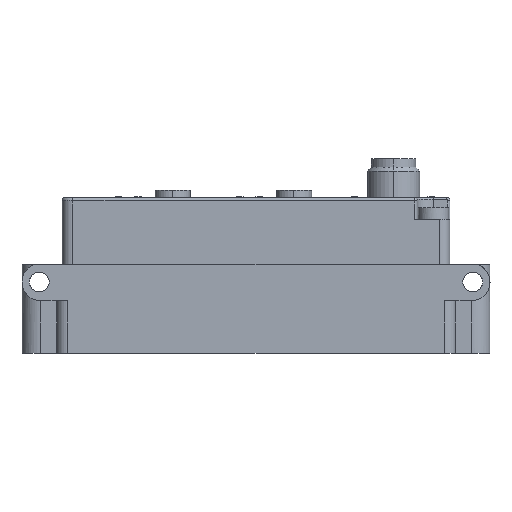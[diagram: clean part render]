
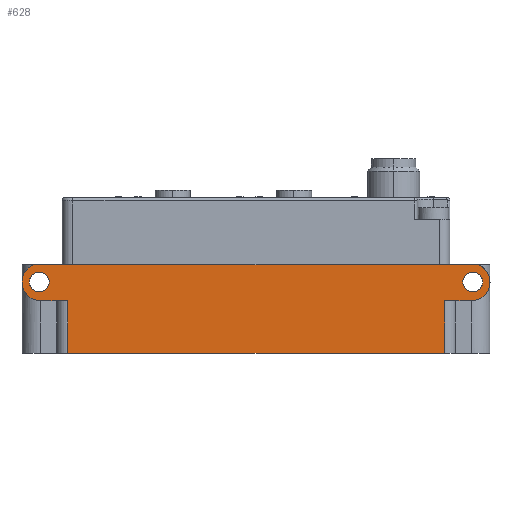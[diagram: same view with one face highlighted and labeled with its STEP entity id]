
A CAD part, left-side view. The second image highlights one B-rep face of the part: STEP entity #628.
In plain terms, the highlighted planar face has unit normal (-1, 0, 0).
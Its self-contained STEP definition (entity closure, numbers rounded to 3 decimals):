
#628=ADVANCED_FACE('NONE',(#1451,#1452,#1453),#1454,.T.);
#1451=FACE_OUTER_BOUND('',#3066,.T.);
#1452=FACE_BOUND('',#3067,.T.);
#1453=FACE_BOUND('',#3068,.T.);
#1454=PLANE('',#3069);
#3066=EDGE_LOOP('',(#5321,#5322,#5323,#5324,#5325,#5326,#5327,#5328,#5329));
#3067=EDGE_LOOP('',(#5330,#5331));
#3068=EDGE_LOOP('',(#5332,#5333));
#3069=AXIS2_PLACEMENT_3D('',#5334,#5335,#5336);
#5321=ORIENTED_EDGE('',*,*,#7642,.T.);
#5322=ORIENTED_EDGE('',*,*,#7643,.T.);
#5323=ORIENTED_EDGE('',*,*,#7644,.T.);
#5324=ORIENTED_EDGE('',*,*,#7645,.F.);
#5325=ORIENTED_EDGE('',*,*,#7576,.F.);
#5326=ORIENTED_EDGE('',*,*,#7079,.T.);
#5327=ORIENTED_EDGE('',*,*,#7640,.T.);
#5328=ORIENTED_EDGE('',*,*,#7646,.T.);
#5329=ORIENTED_EDGE('',*,*,#7647,.T.);
#5330=ORIENTED_EDGE('',*,*,#7648,.F.);
#5331=ORIENTED_EDGE('',*,*,#7217,.F.);
#5332=ORIENTED_EDGE('',*,*,#7649,.F.);
#5333=ORIENTED_EDGE('',*,*,#7212,.F.);
#5334=CARTESIAN_POINT('',(0.,108.1,-0.1));
#5335=DIRECTION('',(-1.0,0.0,0.0));
#5336=DIRECTION('',(0.0,0.0,1.0));
#7079=EDGE_CURVE('NONE',#8255,#8252,#8256,.T.);
#7212=EDGE_CURVE('NONE',#8486,#8488,#8489,.T.);
#7217=EDGE_CURVE('NONE',#8494,#8496,#8497,.T.);
#7576=EDGE_CURVE('NONE',#8255,#9042,#9043,.T.);
#7640=EDGE_CURVE('NONE',#8252,#9132,#9134,.T.);
#7642=EDGE_CURVE('NONE',#9136,#9137,#9138,.T.);
#7643=EDGE_CURVE('NONE',#9137,#9139,#9140,.T.);
#7644=EDGE_CURVE('NONE',#9139,#9141,#9142,.T.);
#7645=EDGE_CURVE('NONE',#9042,#9141,#9143,.T.);
#7646=EDGE_CURVE('NONE',#9132,#9144,#9145,.T.);
#7647=EDGE_CURVE('NONE',#9144,#9136,#9146,.T.);
#7648=EDGE_CURVE('NONE',#8496,#8494,#9147,.T.);
#7649=EDGE_CURVE('NONE',#8488,#8486,#9148,.T.);
#8252=VERTEX_POINT('',#9985);
#8255=VERTEX_POINT('NONE',#9989);
#8256=CIRCLE('',#9990,4.3);
#8486=VERTEX_POINT('NONE',#10331);
#8488=VERTEX_POINT('NONE',#10334);
#8489=CIRCLE('',#10335,2.3);
#8494=VERTEX_POINT('NONE',#10351);
#8496=VERTEX_POINT('NONE',#10354);
#8497=CIRCLE('',#10355,2.3);
#9042=VERTEX_POINT('NONE',#11652);
#9043=LINE('',#11653,#11654);
#9132=VERTEX_POINT('NONE',#11779);
#9134=CIRCLE('',#11782,4.3);
#9136=VERTEX_POINT('NONE',#11784);
#9137=VERTEX_POINT('NONE',#11785);
#9138=LINE('',#11786,#11787);
#9139=VERTEX_POINT('NONE',#11788);
#9140=LINE('',#11789,#11790);
#9141=VERTEX_POINT('NONE',#11791);
#9142=LINE('',#11792,#11793);
#9143=CIRCLE('',#11794,4.3);
#9144=VERTEX_POINT('NONE',#11795);
#9145=LINE('',#11796,#11797);
#9146=LINE('',#11798,#11799);
#9147=CIRCLE('',#11800,2.3);
#9148=CIRCLE('',#11801,2.3);
#9985=CARTESIAN_POINT('',(0.,108.,16.5));
#9989=CARTESIAN_POINT('',(0.,105.278,20.5));
#9990=AXIS2_PLACEMENT_3D('',#13444,#13445,#13446);
#10331=CARTESIAN_POINT('',(0.,104.,14.2));
#10334=CARTESIAN_POINT('',(0.,104.,18.8));
#10335=AXIS2_PLACEMENT_3D('',#13640,#13641,#13642);
#10351=CARTESIAN_POINT('',(0.,4.,14.2));
#10354=CARTESIAN_POINT('',(0.,4.,18.8));
#10355=AXIS2_PLACEMENT_3D('',#13645,#13646,#13647);
#11652=CARTESIAN_POINT('',(0.,2.722,20.5));
#11653=CARTESIAN_POINT('',(0.,54.,20.5));
#11654=VECTOR('',#13989,1000.0);
#11779=CARTESIAN_POINT('',(0.,103.7,12.2));
#11782=AXIS2_PLACEMENT_3D('',#14086,#14087,#14088);
#11784=CARTESIAN_POINT('',(0.,97.5,0.));
#11785=CARTESIAN_POINT('',(0.,10.5,0.));
#11786=CARTESIAN_POINT('',(0.,100.,0.));
#11787=VECTOR('',#14089,1000.0);
#11788=CARTESIAN_POINT('',(0.,10.5,12.2));
#11789=CARTESIAN_POINT('',(0.,10.5,-0.1));
#11790=VECTOR('',#14090,1000.0);
#11791=CARTESIAN_POINT('',(0.,4.3,12.2));
#11792=CARTESIAN_POINT('',(0.,54.,12.2));
#11793=VECTOR('',#14091,1000.0);
#11794=AXIS2_PLACEMENT_3D('',#14092,#14093,#14094);
#11795=CARTESIAN_POINT('',(0.,97.5,12.2));
#11796=CARTESIAN_POINT('',(0.,54.,12.2));
#11797=VECTOR('',#14095,1000.0);
#11798=CARTESIAN_POINT('',(0.,97.5,-0.1));
#11799=VECTOR('',#14096,1000.0);
#11800=AXIS2_PLACEMENT_3D('',#14097,#14098,#14099);
#11801=AXIS2_PLACEMENT_3D('',#14100,#14101,#14102);
#13444=CARTESIAN_POINT('',(0.,103.7,16.5));
#13445=DIRECTION('',(-1.0,0.,0.));
#13446=DIRECTION('',(0.,-1.0,0.));
#13640=CARTESIAN_POINT('',(0.,104.,16.5));
#13641=DIRECTION('',(-1.0,0.0,0.0));
#13642=DIRECTION('',(0.0,0.0,1.0));
#13645=CARTESIAN_POINT('',(0.,4.,16.5));
#13646=DIRECTION('',(-1.0,0.0,0.0));
#13647=DIRECTION('',(0.0,0.0,1.0));
#13989=DIRECTION('',(-0.0,-1.0,-0.0));
#14086=CARTESIAN_POINT('',(0.,103.7,16.5));
#14087=DIRECTION('',(-1.0,0.,0.));
#14088=DIRECTION('',(0.,-1.0,0.));
#14089=DIRECTION('',(0.0,-1.0,0.));
#14090=DIRECTION('',(0.0,0.0,1.0));
#14091=DIRECTION('',(0.0,-1.0,0.0));
#14092=CARTESIAN_POINT('',(0.,4.3,16.5));
#14093=DIRECTION('',(1.0,0.,0.));
#14094=DIRECTION('',(0.,0.,1.0));
#14095=DIRECTION('',(0.0,-1.0,0.0));
#14096=DIRECTION('',(0.0,0.0,-1.0));
#14097=CARTESIAN_POINT('',(0.,4.,16.5));
#14098=DIRECTION('',(-1.0,0.0,0.0));
#14099=DIRECTION('',(0.0,0.0,1.0));
#14100=CARTESIAN_POINT('',(0.,104.,16.5));
#14101=DIRECTION('',(-1.0,0.0,0.0));
#14102=DIRECTION('',(0.0,0.0,1.0));
